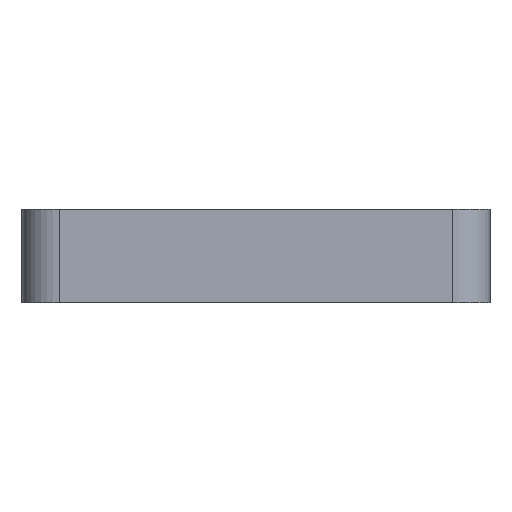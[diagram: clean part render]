
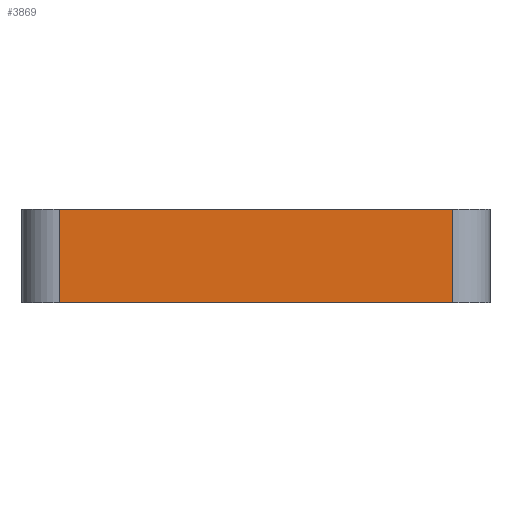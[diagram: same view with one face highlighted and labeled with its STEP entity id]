
A CAD part, front view. The second image highlights one B-rep face of the part: STEP entity #3869.
In plain terms, the highlighted planar face has unit normal (0, -1, 0).
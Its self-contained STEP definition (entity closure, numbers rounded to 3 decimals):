
#2 = CARTESIAN_POINT ( 'NONE',  ( -21., -60., 10. ) ) ;
#79 = VECTOR ( 'NONE', #1278, 1000. ) ;
#409 = ORIENTED_EDGE ( 'NONE', *, *, #5550, .T. ) ;
#474 = CARTESIAN_POINT ( 'NONE',  ( 21., -60., 10. ) ) ;
#563 = VECTOR ( 'NONE', #1644, 1000. ) ;
#884 = LINE ( 'NONE', #5408, #79 ) ;
#1041 = VERTEX_POINT ( 'NONE', #474 ) ;
#1278 = DIRECTION ( 'NONE',  ( 1., 0., 0. ) ) ;
#1447 = ORIENTED_EDGE ( 'NONE', *, *, #4195, .F. ) ;
#1644 = DIRECTION ( 'NONE',  ( 0., 0., -1. ) ) ;
#1742 = LINE ( 'NONE', #2705, #5636 ) ;
#2073 = ORIENTED_EDGE ( 'NONE', *, *, #3824, .T. ) ;
#2705 = CARTESIAN_POINT ( 'NONE',  ( -21., -60., 10. ) ) ;
#2883 = CARTESIAN_POINT ( 'NONE',  ( 21., -60., 0. ) ) ;
#3078 = LINE ( 'NONE', #4931, #4348 ) ;
#3176 = AXIS2_PLACEMENT_3D ( 'NONE', #2, #5544, #5138 ) ;
#3264 = PLANE ( 'NONE',  #3176 ) ;
#3565 = DIRECTION ( 'NONE',  ( 1., 0., 0. ) ) ;
#3616 = EDGE_CURVE ( 'NONE', #1041, #5793, #5709, .T. ) ;
#3767 = VERTEX_POINT ( 'NONE', #5889 ) ;
#3824 = EDGE_CURVE ( 'NONE', #5814, #5793, #884, .T. ) ;
#3869 = ADVANCED_FACE ( 'NONE', ( #4557 ), #3264, .F. ) ;
#3970 = EDGE_LOOP ( 'NONE', ( #2073, #4252, #1447, #409 ) ) ;
#4195 = EDGE_CURVE ( 'NONE', #3767, #1041, #3078, .T. ) ;
#4252 = ORIENTED_EDGE ( 'NONE', *, *, #3616, .F. ) ;
#4348 = VECTOR ( 'NONE', #3565, 1000. ) ;
#4543 = DIRECTION ( 'NONE',  ( 0., 0., -1. ) ) ;
#4557 = FACE_OUTER_BOUND ( 'NONE', #3970, .T. ) ;
#4931 = CARTESIAN_POINT ( 'NONE',  ( -21., -60., 10. ) ) ;
#5138 = DIRECTION ( 'NONE',  ( -1., 0., 0. ) ) ;
#5231 = CARTESIAN_POINT ( 'NONE',  ( 21., -60., 10. ) ) ;
#5408 = CARTESIAN_POINT ( 'NONE',  ( -21., -60., 0. ) ) ;
#5528 = CARTESIAN_POINT ( 'NONE',  ( -21., -60., 0. ) ) ;
#5544 = DIRECTION ( 'NONE',  ( 0., 1., 0. ) ) ;
#5550 = EDGE_CURVE ( 'NONE', #3767, #5814, #1742, .T. ) ;
#5636 = VECTOR ( 'NONE', #4543, 1000. ) ;
#5709 = LINE ( 'NONE', #5231, #563 ) ;
#5793 = VERTEX_POINT ( 'NONE', #2883 ) ;
#5814 = VERTEX_POINT ( 'NONE', #5528 ) ;
#5889 = CARTESIAN_POINT ( 'NONE',  ( -21., -60., 10. ) ) ;
